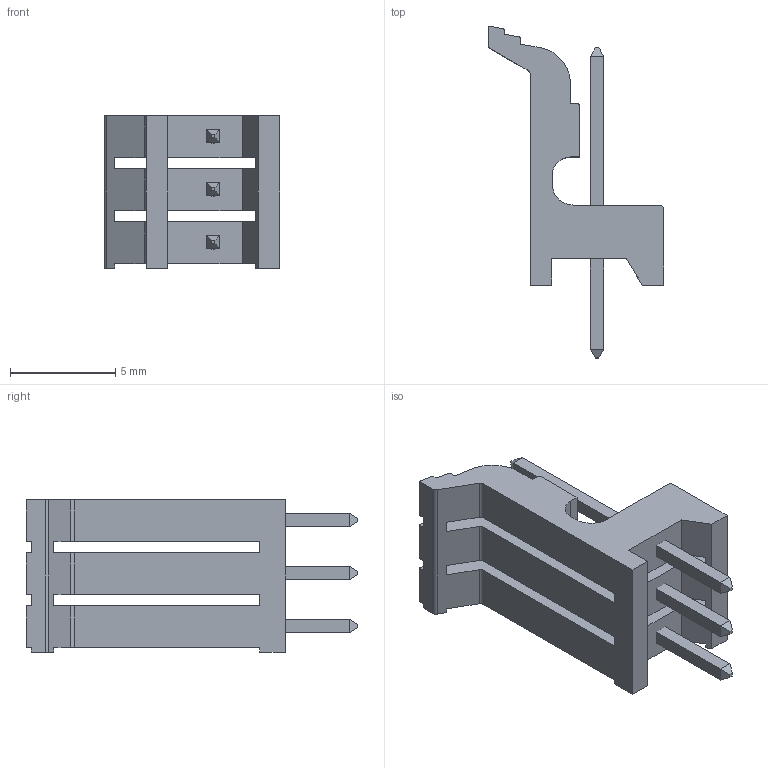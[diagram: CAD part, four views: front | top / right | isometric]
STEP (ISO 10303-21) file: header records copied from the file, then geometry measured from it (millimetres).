
FILE_DESCRIPTION (( 'STEP AP214' ), '1' );
FILE_NAME ('CNX V03 NTP.STEP', '2018-06-27T20:38:21', ( 'user' ), ( 'Microsoft' ), 'SwSTEP 2.0', 'SolidWorks 2016', '' );
FILE_SCHEMA (( 'AUTOMOTIVE_DESIGN' ));
Length unit declared in the file: millimetre
Products named in the file (3): 450028-580; 450 028_CNX _03 NTP; CNX V03 NTP
Assembly tree (4 placements, depth 2):
  CNX V03 NTP
    450 028_CNX _03 NTP
    450028-580  x3
Bounding box: 8.35 x 15.77 x 7.24 mm (x, y, z)
Volume: 223.8 mm3; surface area: 592.7 mm2
Topology: 4 solids, 4 shells, 144 faces, 408 edges, 264 vertices
Faces by surface type: plane 107, cylinder 37
Entity records: 4080 total; most frequent: CARTESIAN_POINT 707, ORIENTED_EDGE 704, DIRECTION 672, EDGE_CURVE 352, VECTOR 278, LINE 278, VERTEX_POINT 232, AXIS2_PLACEMENT_3D 197
